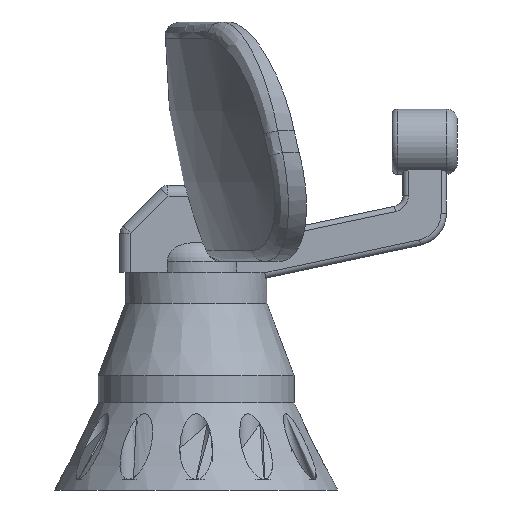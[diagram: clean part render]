
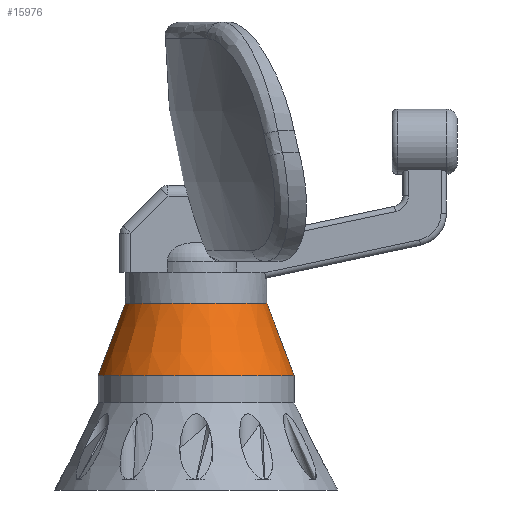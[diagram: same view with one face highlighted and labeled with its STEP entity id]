
A CAD part, front view. The second image highlights one B-rep face of the part: STEP entity #15976.
In plain terms, the highlighted conical face has half-angle 20.556 degrees and reference radius 9 mm.
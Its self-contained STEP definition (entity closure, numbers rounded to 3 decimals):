
#15857 = VERTEX_POINT('',#15858);
#15858 = CARTESIAN_POINT('',(-11.,0.,43.5));
#15865 = CYLINDRICAL_SURFACE('',#15866,9.);
#15866 = AXIS2_PLACEMENT_3D('',#15867,#15868,#15869);
#15867 = CARTESIAN_POINT('',(-20.,0.,41.));
#15868 = DIRECTION('',(-0.,-0.,-1.));
#15869 = DIRECTION('',(1.,0.,0.));
#15884 = EDGE_CURVE('',#15857,#15857,#15885,.T.);
#15885 = SURFACE_CURVE('',#15886,(#15891,#15897),.PCURVE_S1.);
#15886 = CIRCLE('',#15887,9.);
#15887 = AXIS2_PLACEMENT_3D('',#15888,#15889,#15890);
#15888 = CARTESIAN_POINT('',(-20.,0.,43.5));
#15889 = DIRECTION('',(0.,0.,1.));
#15890 = DIRECTION('',(1.,0.,0.));
#15891 = PCURVE('',#15865,#15892);
#15892 = DEFINITIONAL_REPRESENTATION('',(#15893),#15896);
#15893 = B_SPLINE_CURVE_WITH_KNOTS('',1,(#15894,#15895),.UNSPECIFIED.,
  .F.,.F.,(2,2),(0.,6.283),.PIECEWISE_BEZIER_KNOTS.);
#15894 = CARTESIAN_POINT('',(0.,-2.5));
#15895 = CARTESIAN_POINT('',(-6.283,-2.5));
#15896 = ( GEOMETRIC_REPRESENTATION_CONTEXT(2) 
PARAMETRIC_REPRESENTATION_CONTEXT() REPRESENTATION_CONTEXT('2D SPACE',''
  ) );
#15897 = PCURVE('',#15898,#15903);
#15898 = CONICAL_SURFACE('',#15899,9.,0.359);
#15899 = AXIS2_PLACEMENT_3D('',#15900,#15901,#15902);
#15900 = CARTESIAN_POINT('',(-20.,0.,43.5));
#15901 = DIRECTION('',(-0.,-0.,-1.));
#15902 = DIRECTION('',(1.,0.,0.));
#15903 = DEFINITIONAL_REPRESENTATION('',(#15904),#15908);
#15904 = LINE('',#15905,#15906);
#15905 = CARTESIAN_POINT('',(-0.,-0.));
#15906 = VECTOR('',#15907,1.);
#15907 = DIRECTION('',(-1.,-0.));
#15908 = ( GEOMETRIC_REPRESENTATION_CONTEXT(2) 
PARAMETRIC_REPRESENTATION_CONTEXT() REPRESENTATION_CONTEXT('2D SPACE',''
  ) );
#15976 = ADVANCED_FACE('',(#15977),#15898,.T.);
#15977 = FACE_BOUND('',#15978,.T.);
#15978 = EDGE_LOOP('',(#15979,#16002,#16031,#16053,#16054));
#15979 = ORIENTED_EDGE('',*,*,#15980,.T.);
#15980 = EDGE_CURVE('',#15857,#15981,#15983,.T.);
#15981 = VERTEX_POINT('',#15982);
#15982 = CARTESIAN_POINT('',(-13.5,0.,50.167));
#15983 = SEAM_CURVE('',#15984,(#15988,#15995),.PCURVE_S1.);
#15984 = LINE('',#15985,#15986);
#15985 = CARTESIAN_POINT('',(-11.,0.,43.5));
#15986 = VECTOR('',#15987,1.);
#15987 = DIRECTION('',(-0.351,0.,0.936));
#15988 = PCURVE('',#15898,#15989);
#15989 = DEFINITIONAL_REPRESENTATION('',(#15990),#15994);
#15990 = LINE('',#15991,#15992);
#15991 = CARTESIAN_POINT('',(-6.283,0.));
#15992 = VECTOR('',#15993,1.);
#15993 = DIRECTION('',(-0.,-1.));
#15994 = ( GEOMETRIC_REPRESENTATION_CONTEXT(2) 
PARAMETRIC_REPRESENTATION_CONTEXT() REPRESENTATION_CONTEXT('2D SPACE',''
  ) );
#15995 = PCURVE('',#15898,#15996);
#15996 = DEFINITIONAL_REPRESENTATION('',(#15997),#16001);
#15997 = LINE('',#15998,#15999);
#15998 = CARTESIAN_POINT('',(0.,-0.));
#15999 = VECTOR('',#16000,1.);
#16000 = DIRECTION('',(-0.,-1.));
#16001 = ( GEOMETRIC_REPRESENTATION_CONTEXT(2) 
PARAMETRIC_REPRESENTATION_CONTEXT() REPRESENTATION_CONTEXT('2D SPACE',''
  ) );
#16002 = ORIENTED_EDGE('',*,*,#16003,.F.);
#16003 = EDGE_CURVE('',#16004,#15981,#16006,.T.);
#16004 = VERTEX_POINT('',#16005);
#16005 = CARTESIAN_POINT('',(-20.,6.5,50.167));
#16006 = SURFACE_CURVE('',#16007,(#16012,#16019),.PCURVE_S1.);
#16007 = CIRCLE('',#16008,6.5);
#16008 = AXIS2_PLACEMENT_3D('',#16009,#16010,#16011);
#16009 = CARTESIAN_POINT('',(-20.,0.,50.167));
#16010 = DIRECTION('',(-0.,0.,1.));
#16011 = DIRECTION('',(0.,-1.,0.));
#16012 = PCURVE('',#15898,#16013);
#16013 = DEFINITIONAL_REPRESENTATION('',(#16014),#16018);
#16014 = LINE('',#16015,#16016);
#16015 = CARTESIAN_POINT('',(1.571,-6.667));
#16016 = VECTOR('',#16017,1.);
#16017 = DIRECTION('',(-1.,-0.));
#16018 = ( GEOMETRIC_REPRESENTATION_CONTEXT(2) 
PARAMETRIC_REPRESENTATION_CONTEXT() REPRESENTATION_CONTEXT('2D SPACE',''
  ) );
#16019 = PCURVE('',#16020,#16025);
#16020 = CYLINDRICAL_SURFACE('',#16021,6.5);
#16021 = AXIS2_PLACEMENT_3D('',#16022,#16023,#16024);
#16022 = CARTESIAN_POINT('',(-20.,0.,49.));
#16023 = DIRECTION('',(0.,0.,1.));
#16024 = DIRECTION('',(0.,1.,0.));
#16025 = DEFINITIONAL_REPRESENTATION('',(#16026),#16030);
#16026 = LINE('',#16027,#16028);
#16027 = CARTESIAN_POINT('',(-3.142,1.167));
#16028 = VECTOR('',#16029,1.);
#16029 = DIRECTION('',(1.,0.));
#16030 = ( GEOMETRIC_REPRESENTATION_CONTEXT(2) 
PARAMETRIC_REPRESENTATION_CONTEXT() REPRESENTATION_CONTEXT('2D SPACE',''
  ) );
#16031 = ORIENTED_EDGE('',*,*,#16032,.F.);
#16032 = EDGE_CURVE('',#15981,#16004,#16033,.T.);
#16033 = SURFACE_CURVE('',#16034,(#16039,#16046),.PCURVE_S1.);
#16034 = CIRCLE('',#16035,6.5);
#16035 = AXIS2_PLACEMENT_3D('',#16036,#16037,#16038);
#16036 = CARTESIAN_POINT('',(-20.,0.,50.167));
#16037 = DIRECTION('',(-0.,0.,1.));
#16038 = DIRECTION('',(0.,-1.,0.));
#16039 = PCURVE('',#15898,#16040);
#16040 = DEFINITIONAL_REPRESENTATION('',(#16041),#16045);
#16041 = LINE('',#16042,#16043);
#16042 = CARTESIAN_POINT('',(1.571,-6.667));
#16043 = VECTOR('',#16044,1.);
#16044 = DIRECTION('',(-1.,-0.));
#16045 = ( GEOMETRIC_REPRESENTATION_CONTEXT(2) 
PARAMETRIC_REPRESENTATION_CONTEXT() REPRESENTATION_CONTEXT('2D SPACE',''
  ) );
#16046 = PCURVE('',#16020,#16047);
#16047 = DEFINITIONAL_REPRESENTATION('',(#16048),#16052);
#16048 = LINE('',#16049,#16050);
#16049 = CARTESIAN_POINT('',(3.142,1.167));
#16050 = VECTOR('',#16051,1.);
#16051 = DIRECTION('',(1.,0.));
#16052 = ( GEOMETRIC_REPRESENTATION_CONTEXT(2) 
PARAMETRIC_REPRESENTATION_CONTEXT() REPRESENTATION_CONTEXT('2D SPACE',''
  ) );
#16053 = ORIENTED_EDGE('',*,*,#15980,.F.);
#16054 = ORIENTED_EDGE('',*,*,#15884,.T.);
